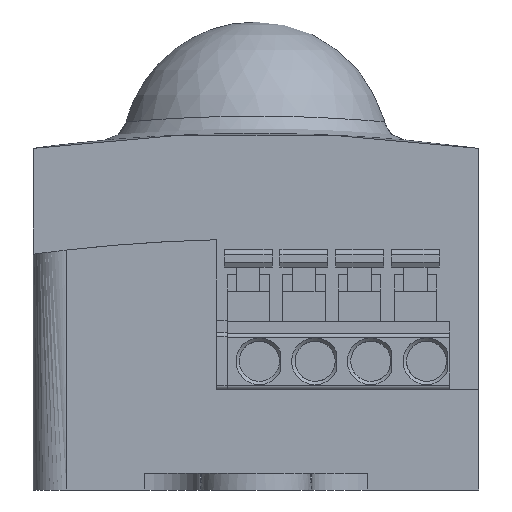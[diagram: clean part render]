
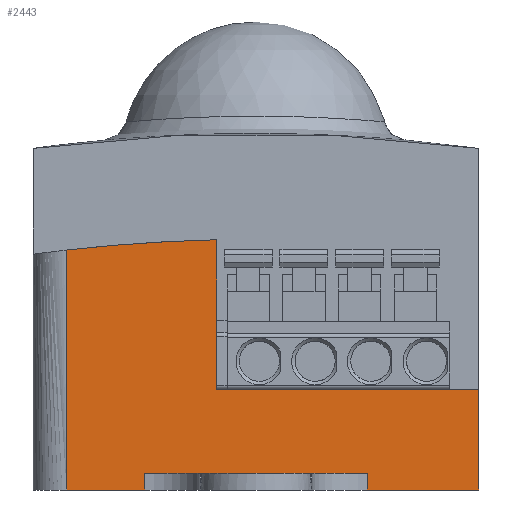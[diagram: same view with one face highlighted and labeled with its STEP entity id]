
A CAD part, left-side view. The second image highlights one B-rep face of the part: STEP entity #2443.
In plain terms, the highlighted planar face has unit normal (-1, 0, 0).
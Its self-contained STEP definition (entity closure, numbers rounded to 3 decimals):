
#2303=CIRCLE('',#8720,150.);
#2443=ADVANCED_FACE('',(#3093),#2798,.T.);
#2798=PLANE('',#8753);
#3093=FACE_OUTER_BOUND('',#3425,.T.);
#3425=EDGE_LOOP('',(#3947,#3948,#3949,#3950,#3951,#3952,#3953,#3954,#3955,
#3956));
#3947=ORIENTED_EDGE('',*,*,#6347,.T.);
#3948=ORIENTED_EDGE('',*,*,#6333,.T.);
#3949=ORIENTED_EDGE('',*,*,#6348,.T.);
#3950=ORIENTED_EDGE('',*,*,#6279,.T.);
#3951=ORIENTED_EDGE('',*,*,#6349,.T.);
#3952=ORIENTED_EDGE('',*,*,#6327,.T.);
#3953=ORIENTED_EDGE('',*,*,#6251,.T.);
#3954=ORIENTED_EDGE('',*,*,#6346,.T.);
#3955=ORIENTED_EDGE('',*,*,#6247,.T.);
#3956=ORIENTED_EDGE('',*,*,#6291,.F.);
#5639=VERTEX_POINT('',#10908);
#5640=VERTEX_POINT('',#10909);
#5643=VERTEX_POINT('',#10917);
#5644=VERTEX_POINT('',#10918);
#5671=VERTEX_POINT('',#10977);
#5672=VERTEX_POINT('',#10979);
#5681=VERTEX_POINT('',#11016);
#5706=VERTEX_POINT('',#11093);
#5711=VERTEX_POINT('',#11103);
#5712=VERTEX_POINT('',#11105);
#6247=EDGE_CURVE('',#5639,#5640,#7159,.T.);
#6251=EDGE_CURVE('',#5643,#5644,#7163,.T.);
#6279=EDGE_CURVE('',#5672,#5671,#7186,.T.);
#6291=EDGE_CURVE('',#5681,#5640,#2303,.T.);
#6327=EDGE_CURVE('',#5706,#5643,#7219,.T.);
#6333=EDGE_CURVE('',#5712,#5711,#7222,.T.);
#6346=EDGE_CURVE('',#5644,#5639,#7225,.T.);
#6347=EDGE_CURVE('',#5681,#5712,#7226,.T.);
#6348=EDGE_CURVE('',#5711,#5672,#7227,.T.);
#6349=EDGE_CURVE('',#5671,#5706,#7228,.T.);
#7159=LINE('',#10907,#7933);
#7163=LINE('',#10916,#7937);
#7186=LINE('',#10978,#7960);
#7219=LINE('',#11092,#7993);
#7222=LINE('',#11104,#7996);
#7225=LINE('',#11133,#7999);
#7226=LINE('',#11135,#8000);
#7227=LINE('',#11136,#8001);
#7228=LINE('',#11137,#8002);
#7933=VECTOR('',#9184,1.);
#7937=VECTOR('',#9190,1.);
#7960=VECTOR('',#9225,1.);
#7993=VECTOR('',#9308,1.);
#7996=VECTOR('',#9317,1.);
#7999=VECTOR('',#9338,1.);
#8000=VECTOR('',#9341,1.);
#8001=VECTOR('',#9342,1.);
#8002=VECTOR('',#9343,1.);
#8720=AXIS2_PLACEMENT_3D('',#11017,#9243,#9244);
#8753=AXIS2_PLACEMENT_3D('',#11138,#9344,#9345);
#9184=DIRECTION('',(0.,0.,1.));
#9190=DIRECTION('',(0.,0.,1.));
#9225=DIRECTION('',(0.,-1.,0.));
#9243=DIRECTION('',(1.,0.,0.));
#9244=DIRECTION('',(0.,0.,1.));
#9308=DIRECTION('',(0.,-1.,0.));
#9317=DIRECTION('',(0.,-1.,0.));
#9338=DIRECTION('',(0.,1.,0.));
#9341=DIRECTION('',(0.,0.,-1.));
#9342=DIRECTION('',(0.,0.,1.));
#9343=DIRECTION('',(0.,0.,-1.));
#9344=DIRECTION('',(-1.,0.,0.));
#9345=DIRECTION('',(0.,0.,1.));
#10907=CARTESIAN_POINT('',(-1.5,22.,0.));
#10908=CARTESIAN_POINT('',(-1.5,22.,9.));
#10909=CARTESIAN_POINT('',(-1.5,22.,22.459));
#10916=CARTESIAN_POINT('',(-1.5,-1.5,0.));
#10917=CARTESIAN_POINT('',(-1.5,-1.5,0.));
#10918=CARTESIAN_POINT('',(-1.5,-1.5,9.));
#10977=CARTESIAN_POINT('',(-1.5,8.5,1.5));
#10978=CARTESIAN_POINT('',(-1.5,18.5,1.5));
#10979=CARTESIAN_POINT('',(-1.5,28.5,1.5));
#11016=CARTESIAN_POINT('',(-1.5,35.5,21.534));
#11017=CARTESIAN_POINT('',(-1.5,18.5,-127.5));
#11092=CARTESIAN_POINT('',(-1.5,18.5,0.));
#11093=CARTESIAN_POINT('',(-1.5,8.5,0.));
#11103=CARTESIAN_POINT('',(-1.5,28.5,0.));
#11104=CARTESIAN_POINT('',(-1.5,18.5,0.));
#11105=CARTESIAN_POINT('',(-1.5,35.5,0.));
#11133=CARTESIAN_POINT('',(-1.5,18.5,9.));
#11135=CARTESIAN_POINT('',(-1.5,35.5,0.));
#11136=CARTESIAN_POINT('',(-1.5,28.5,0.));
#11137=CARTESIAN_POINT('',(-1.5,8.5,0.));
#11138=CARTESIAN_POINT('',(-1.5,18.5,0.));
